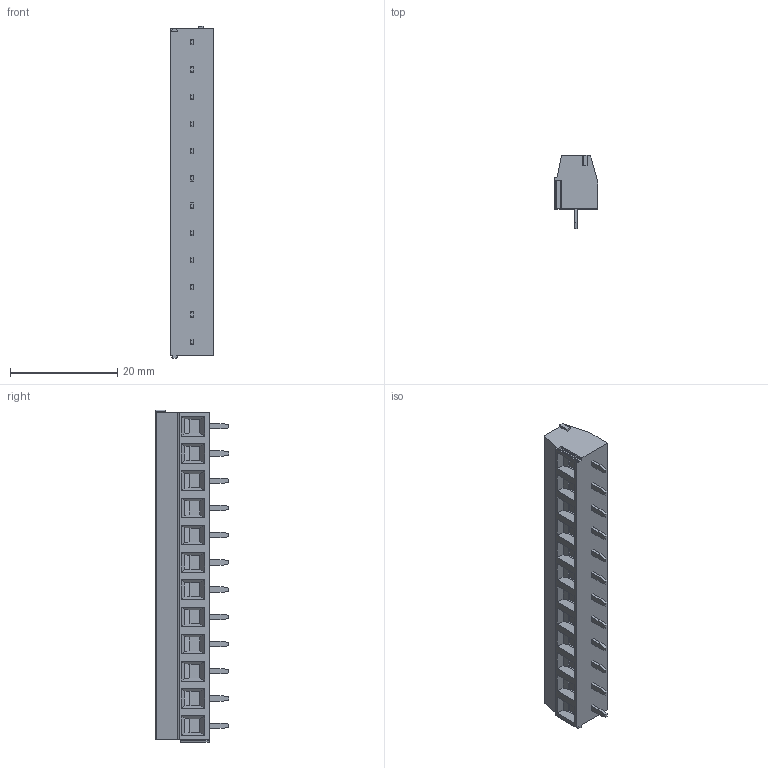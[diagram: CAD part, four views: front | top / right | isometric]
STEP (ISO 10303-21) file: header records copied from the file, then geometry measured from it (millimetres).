
FILE_DESCRIPTION((''),'2;1');
FILE_NAME('TL308V','2024-12-14T',('yanfa'),(''),'PRO/ENGINEER BY PARAMETRIC TECHNOLOGY CORPORATION, 2009280','PRO/ENGINEER BY PARAMETRIC TECHNOLOGY CORPORATION, 2009280','');
FILE_SCHEMA(('AUTOMOTIVE_DESIGN_CC2 { 1 2 10303 214 -1 1 5 2 }'));
Length unit declared in the file: millimetre
Products named in the file (1): TL308V
Bounding box: 8.1 x 13.65 x 61.96 mm (x, y, z)
Volume: 4141.2 mm3; surface area: 2889.5 mm2
Topology: 1 solids, 1 shells, 512 faces, 1278 edges, 804 vertices
Faces by surface type: plane 309, cylinder 131, cone 48, torus 24
Entity records: 15276 total; most frequent: CARTESIAN_POINT 2882, DIRECTION 2588, ORIENTED_EDGE 2556, EDGE_CURVE 1278, VECTOR 896, LINE 896, AXIS2_PLACEMENT_3D 846, VERTEX_POINT 804
